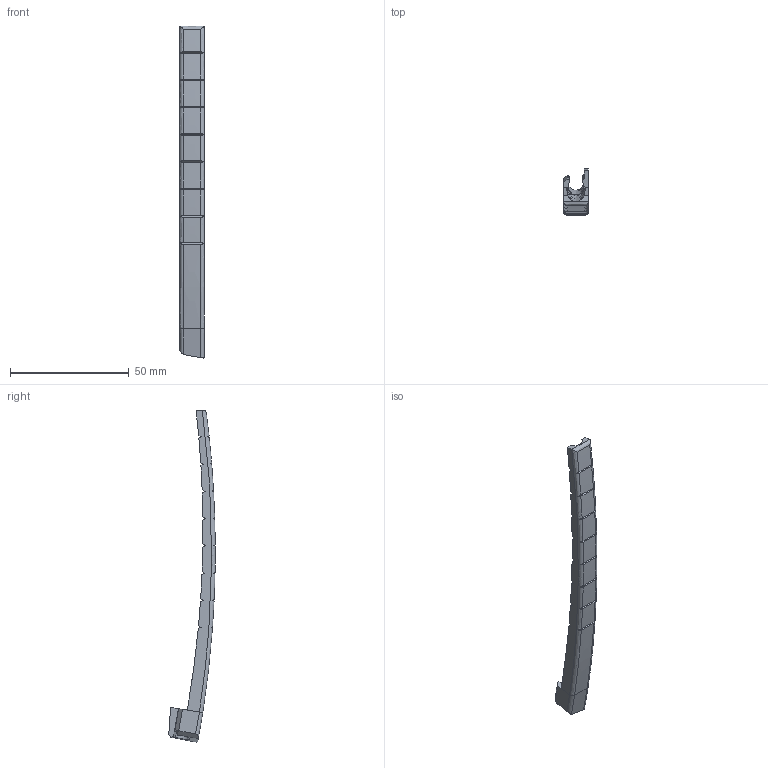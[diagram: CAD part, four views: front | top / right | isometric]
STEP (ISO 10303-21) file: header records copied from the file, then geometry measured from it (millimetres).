
FILE_DESCRIPTION(('FreeCAD Model'),'2;1');
FILE_NAME('Open CASCADE Shape Model','2025-05-03T20:38:09',('FreeCAD'),( 'FreeCAD'),'Open CASCADE STEP processor 7.6','FreeCAD','Unknown');
FILE_SCHEMA(('AUTOMOTIVE_DESIGN { 1 0 10303 214 1 1 1 1 }'));
Length unit declared in the file: millimetre
Products named in the file (1): Open CASCADE STEP translator 7.6 1
Bounding box: 10.44 x 19.57 x 139.84 mm (x, y, z)
Volume: 5684.7 mm3; surface area: 5079.9 mm2
Topology: 1 solids, 1 shells, 105 faces, 310 edges, 207 vertices
Faces by surface type: bspline 105
Entity records: 4553 total; most frequent: CARTESIAN_POINT 2702, ORIENTED_EDGE 620, EDGE_CURVE 310, B_SPLINE_CURVE_WITH_KNOTS 287, VERTEX_POINT 207, ADVANCED_FACE 105, FACE_BOUND 105, EDGE_LOOP 105
